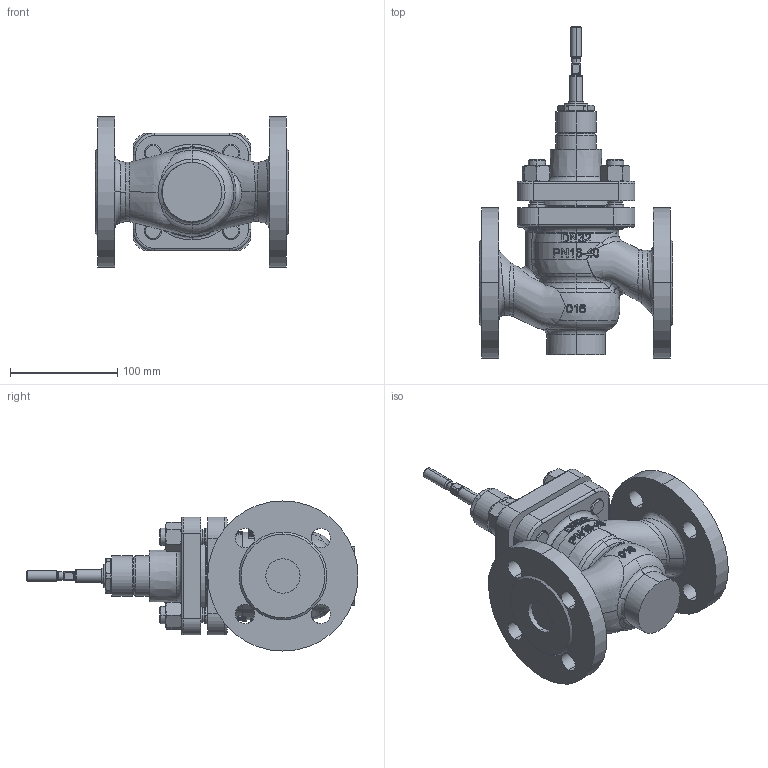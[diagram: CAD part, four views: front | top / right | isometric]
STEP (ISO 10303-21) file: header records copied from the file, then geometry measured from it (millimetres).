
FILE_DESCRIPTION (( 'STEP AP214' ), '1' );
FILE_NAME ('BR240S DN32 XXX PN16-40 for MC_STEP (Defeature).STEP', '2015-03-09T10:23:29', ( 'HORA' ), ( 'Holter Regelamaturen GmbH & Co. KG' ), 'SwSTEP 2.0', 'SolidWorks 2014', '' );
FILE_SCHEMA (( 'AUTOMOTIVE_DESIGN' ));
Length unit declared in the file: millimetre
Products named in the file (1): BR240S DN32 XXX PN16-40 for MC_STEP (Defeature)
Bounding box: 180 x 309.5 x 140 mm (x, y, z)
Volume: 1788583.7 mm3; surface area: 182519.6 mm2
Topology: 1 solids, 1 shells, 815 faces, 2146 edges, 1373 vertices
Faces by surface type: bspline 262, plane 207, cylinder 132, cone 119, torus 71, sphere 24
Entity records: 149983 total; most frequent: CARTESIAN_POINT 131896, ORIENTED_EDGE 4236, DIRECTION 3016, EDGE_CURVE 2118, VERTEX_POINT 1357, AXIS2_PLACEMENT_3D 1205, EDGE_LOOP 889, B_SPLINE_CURVE_WITH_KNOTS 816
